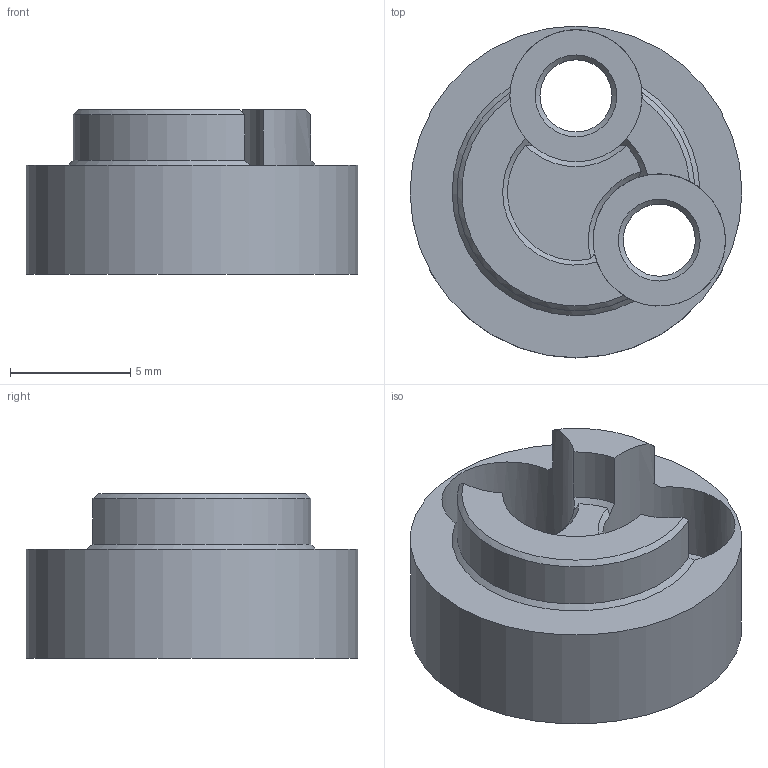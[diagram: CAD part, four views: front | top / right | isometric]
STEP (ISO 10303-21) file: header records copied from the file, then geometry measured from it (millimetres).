
FILE_DESCRIPTION(/* description */ (''),/* implementation_level */ '2;1');
FILE_NAME(/* name */ 'motor1_maghold.stp',/* time_stamp */ '2024-06-29T23:09:29-07:00',/* author */ ('aaron'),/* organization */ (''),/* preprocessor_version */ 'ST-DEVELOPER v19.2',/* originating_system */ 'Autodesk Inventor 2023',/* authorisation */ '');
FILE_SCHEMA (('AUTOMOTIVE_DESIGN { 1 0 10303 214 3 1 1 }'));
Length unit declared in the file: millimetre
Products named in the file (1): acc_motor_maghold
Bounding box: 13.8 x 13.8 x 6.83 mm (x, y, z)
Volume: 561.1 mm3; surface area: 682.4 mm2
Topology: 1 solids, 1 shells, 26 faces, 71 edges, 48 vertices
Faces by surface type: cone 10, cylinder 9, plane 7
Full cylindrical faces by diameter (mm): 3 x2, 5.5 x2, 13.8 x1
Entity records: 928 total; most frequent: CARTESIAN_POINT 219, ORIENTED_EDGE 142, DIRECTION 139, EDGE_CURVE 71, AXIS2_PLACEMENT_3D 62, VERTEX_POINT 48, CIRCLE 35, EDGE_LOOP 31
